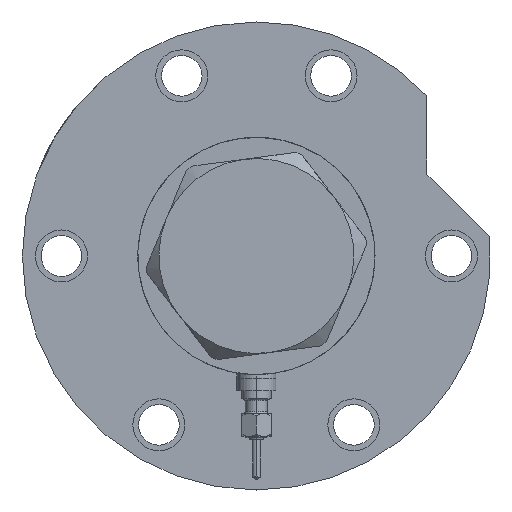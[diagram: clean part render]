
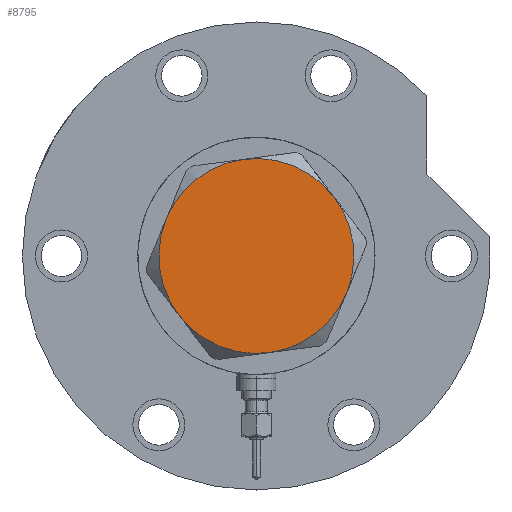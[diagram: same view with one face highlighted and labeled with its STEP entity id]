
A CAD part, left-side view. The second image highlights one B-rep face of the part: STEP entity #8795.
In plain terms, the highlighted face is planar.
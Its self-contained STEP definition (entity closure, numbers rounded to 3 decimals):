
#112 = EDGE_CURVE ( 'NONE', #2400, #2186, #336, .T. ) ;
#175 = DIRECTION ( 'NONE',  ( 1., 0., 0. ) ) ;
#336 = CIRCLE ( 'NONE', #3329, 30. ) ;
#359 = FACE_OUTER_BOUND ( 'NONE', #7405, .T. ) ;
#576 = ORIENTED_EDGE ( 'NONE', *, *, #6784, .T. ) ;
#818 = DIRECTION ( 'NONE',  ( 0., 0., 1. ) ) ;
#1068 = CARTESIAN_POINT ( 'NONE',  ( 0., 0., 14.5 ) ) ;
#1069 = ORIENTED_EDGE ( 'NONE', *, *, #2726, .T. ) ;
#1378 = CARTESIAN_POINT ( 'NONE',  ( 0., 0., 14.5 ) ) ;
#1787 = DIRECTION ( 'NONE',  ( 1., 0., 0. ) ) ;
#1925 = DIRECTION ( 'NONE',  ( 0., 0., 1. ) ) ;
#1994 = CIRCLE ( 'NONE', #6562, 30. ) ;
#2003 = VERTEX_POINT ( 'NONE', #7379 ) ;
#2186 = VERTEX_POINT ( 'NONE', #5650 ) ;
#2210 = EDGE_CURVE ( 'NONE', #5861, #3270, #5778, .T. ) ;
#2371 = CARTESIAN_POINT ( 'NONE',  ( 0., 0., 14.5 ) ) ;
#2400 = VERTEX_POINT ( 'NONE', #2581 ) ;
#2581 = CARTESIAN_POINT ( 'NONE',  ( 30., 0., 14.5 ) ) ;
#2726 = EDGE_CURVE ( 'NONE', #2186, #5861, #7071, .T. ) ;
#2919 = AXIS2_PLACEMENT_3D ( 'NONE', #1378, #1925, #3341 ) ;
#3008 = CARTESIAN_POINT ( 'NONE',  ( 0., 0., 14.5 ) ) ;
#3270 = VERTEX_POINT ( 'NONE', #8726 ) ;
#3329 = AXIS2_PLACEMENT_3D ( 'NONE', #5424, #6723, #4114 ) ;
#3341 = DIRECTION ( 'NONE',  ( 1., 0., 0. ) ) ;
#3405 = AXIS2_PLACEMENT_3D ( 'NONE', #1068, #4649, #1787 ) ;
#3575 = EDGE_CURVE ( 'NONE', #6231, #2400, #8810, .T. ) ;
#3700 = DIRECTION ( 'NONE',  ( 1., 0., 0. ) ) ;
#4114 = DIRECTION ( 'NONE',  ( 1., 0., 0. ) ) ;
#4163 = PLANE ( 'NONE',  #6174 ) ;
#4256 = DIRECTION ( 'NONE',  ( 0., 0., 1. ) ) ;
#4273 = ORIENTED_EDGE ( 'NONE', *, *, #112, .T. ) ;
#4296 = DIRECTION ( 'NONE',  ( 0., 0., 1. ) ) ;
#4403 = ORIENTED_EDGE ( 'NONE', *, *, #3575, .T. ) ;
#4637 = AXIS2_PLACEMENT_3D ( 'NONE', #3008, #4256, #8433 ) ;
#4649 = DIRECTION ( 'NONE',  ( 0., 0., 1. ) ) ;
#5093 = CARTESIAN_POINT ( 'NONE',  ( 15., -25.981, 14.5 ) ) ;
#5424 = CARTESIAN_POINT ( 'NONE',  ( 0., 0., 14.5 ) ) ;
#5645 = AXIS2_PLACEMENT_3D ( 'NONE', #8338, #4296, #175 ) ;
#5650 = CARTESIAN_POINT ( 'NONE',  ( 15., 25.981, 14.5 ) ) ;
#5778 = CIRCLE ( 'NONE', #4637, 30. ) ;
#5843 = CIRCLE ( 'NONE', #3405, 30. ) ;
#5861 = VERTEX_POINT ( 'NONE', #6905 ) ;
#5940 = ORIENTED_EDGE ( 'NONE', *, *, #6969, .T. ) ;
#6174 = AXIS2_PLACEMENT_3D ( 'NONE', #6900, #818, #7120 ) ;
#6231 = VERTEX_POINT ( 'NONE', #5093 ) ;
#6560 = ORIENTED_EDGE ( 'NONE', *, *, #2210, .T. ) ;
#6562 = AXIS2_PLACEMENT_3D ( 'NONE', #2371, #7014, #3700 ) ;
#6723 = DIRECTION ( 'NONE',  ( 0., 0., 1. ) ) ;
#6784 = EDGE_CURVE ( 'NONE', #3270, #2003, #1994, .T. ) ;
#6900 = CARTESIAN_POINT ( 'NONE',  ( 0., 0., 14.5 ) ) ;
#6905 = CARTESIAN_POINT ( 'NONE',  ( -15., 25.981, 14.5 ) ) ;
#6969 = EDGE_CURVE ( 'NONE', #2003, #6231, #5843, .T. ) ;
#7014 = DIRECTION ( 'NONE',  ( 0., 0., 1. ) ) ;
#7071 = CIRCLE ( 'NONE', #2919, 30. ) ;
#7120 = DIRECTION ( 'NONE',  ( 1., 0., 0. ) ) ;
#7379 = CARTESIAN_POINT ( 'NONE',  ( -15., -25.981, 14.5 ) ) ;
#7405 = EDGE_LOOP ( 'NONE', ( #4403, #4273, #1069, #6560, #576, #5940 ) ) ;
#8338 = CARTESIAN_POINT ( 'NONE',  ( 0., 0., 14.5 ) ) ;
#8433 = DIRECTION ( 'NONE',  ( 1., 0., 0. ) ) ;
#8726 = CARTESIAN_POINT ( 'NONE',  ( -30., 0., 14.5 ) ) ;
#8795 = ADVANCED_FACE ( 'NONE', ( #359 ), #4163, .T. ) ;
#8810 = CIRCLE ( 'NONE', #5645, 30. ) ;
